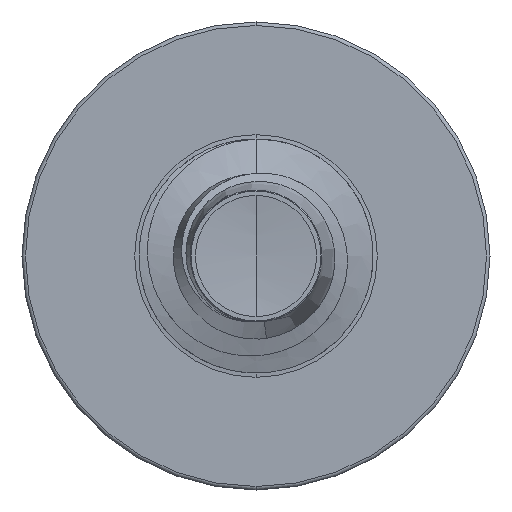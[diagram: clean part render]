
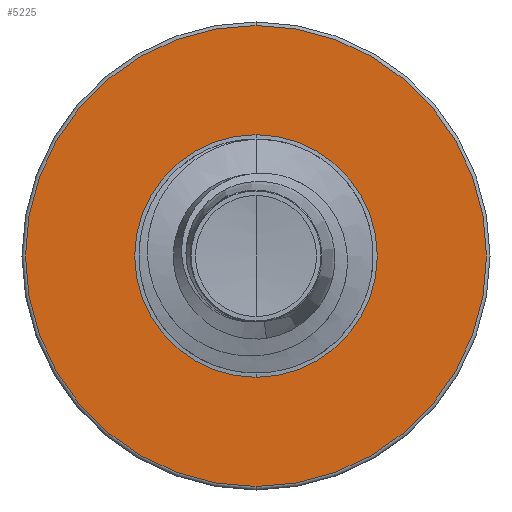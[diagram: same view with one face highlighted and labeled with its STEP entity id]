
A CAD part, front view. The second image highlights one B-rep face of the part: STEP entity #5225.
In plain terms, the highlighted planar face has unit normal (0, -1, 0).
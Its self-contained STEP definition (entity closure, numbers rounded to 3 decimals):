
#800 = CARTESIAN_POINT ( 'NONE',  ( 0., 3., -1.296 ) ) ;
#1698 = CARTESIAN_POINT ( 'NONE',  ( 0., 3., 0. ) ) ;
#1806 = VERTEX_POINT ( 'NONE', #2371 ) ;
#2280 = AXIS2_PLACEMENT_3D ( 'NONE', #6648, #6613, #6601 ) ;
#2319 = VERTEX_POINT ( 'NONE', #800 ) ;
#2371 = CARTESIAN_POINT ( 'NONE',  ( 0., 3., -2.462 ) ) ;
#2450 = CARTESIAN_POINT ( 'NONE',  ( 0., 3., 2.463 ) ) ;
#2550 = EDGE_CURVE ( 'NONE', #6327, #2319, #6320, .T. ) ;
#2789 = ORIENTED_EDGE ( 'NONE', *, *, #8269, .T. ) ;
#2957 = VERTEX_POINT ( 'NONE', #2450 ) ;
#3041 = DIRECTION ( 'NONE',  ( 0., 0., 1. ) ) ;
#3056 = DIRECTION ( 'NONE',  ( 0., 1., 0. ) ) ;
#3058 = CARTESIAN_POINT ( 'NONE',  ( 0., 3., 0. ) ) ;
#3173 = CIRCLE ( 'NONE', #6646, 1.296 ) ;
#3732 = DIRECTION ( 'NONE',  ( 0., 0., 1. ) ) ;
#3743 = DIRECTION ( 'NONE',  ( 0., 1., 0. ) ) ;
#3757 = CARTESIAN_POINT ( 'NONE',  ( 0., 3., 0. ) ) ;
#4087 = AXIS2_PLACEMENT_3D ( 'NONE', #3757, #3743, #3732 ) ;
#4821 = AXIS2_PLACEMENT_3D ( 'NONE', #5464, #5473, #5383 ) ;
#5225 = ADVANCED_FACE ( 'NONE', ( #9484, #7595 ), #5398, .F. ) ;
#5383 = DIRECTION ( 'NONE',  ( 0., 0., 1. ) ) ;
#5398 = PLANE ( 'NONE',  #4821 ) ;
#5464 = CARTESIAN_POINT ( 'NONE',  ( 0., 3., -1.296 ) ) ;
#5473 = DIRECTION ( 'NONE',  ( 0., 1., 0. ) ) ;
#5484 = DIRECTION ( 'NONE',  ( 0., 0., 1. ) ) ;
#5554 = CARTESIAN_POINT ( 'NONE',  ( 0., 3., 1.296 ) ) ;
#6320 = CIRCLE ( 'NONE', #7647, 1.296 ) ;
#6327 = VERTEX_POINT ( 'NONE', #5554 ) ;
#6601 = DIRECTION ( 'NONE',  ( 0., 0., 1. ) ) ;
#6613 = DIRECTION ( 'NONE',  ( 0., 1., 0. ) ) ;
#6646 = AXIS2_PLACEMENT_3D ( 'NONE', #1698, #8428, #5484 ) ;
#6648 = CARTESIAN_POINT ( 'NONE',  ( 0., 3., 0. ) ) ;
#6764 = CIRCLE ( 'NONE', #2280, 2.462 ) ;
#6976 = EDGE_LOOP ( 'NONE', ( #10348, #2789 ) ) ;
#7595 = FACE_BOUND ( 'NONE', #6976, .T. ) ;
#7647 = AXIS2_PLACEMENT_3D ( 'NONE', #3058, #3056, #3041 ) ;
#8269 = EDGE_CURVE ( 'NONE', #2319, #6327, #3173, .T. ) ;
#8381 = EDGE_CURVE ( 'NONE', #2957, #1806, #6764, .T. ) ;
#8402 = EDGE_LOOP ( 'NONE', ( #10248, #8932 ) ) ;
#8428 = DIRECTION ( 'NONE',  ( 0., 1., 0. ) ) ;
#8932 = ORIENTED_EDGE ( 'NONE', *, *, #9010, .F. ) ;
#9010 = EDGE_CURVE ( 'NONE', #1806, #2957, #9467, .T. ) ;
#9467 = CIRCLE ( 'NONE', #4087, 2.462 ) ;
#9484 = FACE_OUTER_BOUND ( 'NONE', #8402, .T. ) ;
#10248 = ORIENTED_EDGE ( 'NONE', *, *, #8381, .F. ) ;
#10348 = ORIENTED_EDGE ( 'NONE', *, *, #2550, .T. ) ;
